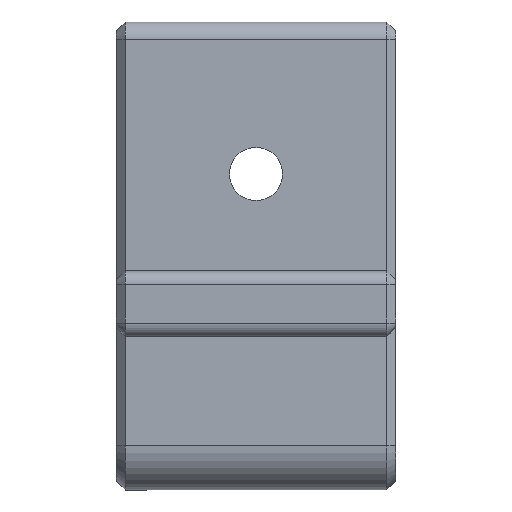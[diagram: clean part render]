
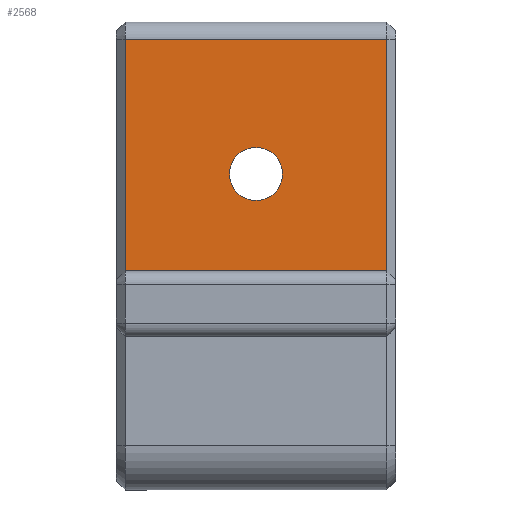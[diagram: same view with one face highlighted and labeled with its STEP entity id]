
A CAD part, left-side view. The second image highlights one B-rep face of the part: STEP entity #2568.
In plain terms, the highlighted planar face has unit normal (-1, 0, 0).
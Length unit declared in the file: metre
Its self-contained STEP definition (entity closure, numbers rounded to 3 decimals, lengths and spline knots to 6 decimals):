
#50=PLANE('',#2791);
#174=LINE('',#3846,#451);
#229=LINE('',#3985,#506);
#277=LINE('',#4105,#554);
#278=LINE('',#4106,#555);
#451=VECTOR('',#3047,1.);
#506=VECTOR('',#3168,1.);
#554=VECTOR('',#3298,1.);
#555=VECTOR('',#3299,1.);
#966=ORIENTED_EDGE('',*,*,#1565,.T.);
#967=ORIENTED_EDGE('',*,*,#1630,.T.);
#968=ORIENTED_EDGE('',*,*,#1499,.T.);
#969=ORIENTED_EDGE('',*,*,#1631,.T.);
#970=ORIENTED_EDGE('',*,*,#1468,.F.);
#971=ORIENTED_EDGE('',*,*,#1632,.F.);
#1468=EDGE_CURVE('',#1840,#1841,#2051,.T.);
#1499=EDGE_CURVE('',#1866,#1867,#174,.T.);
#1565=EDGE_CURVE('',#1917,#1916,#229,.T.);
#1630=EDGE_CURVE('',#1916,#1866,#277,.T.);
#1631=EDGE_CURVE('',#1867,#1917,#278,.T.);
#1632=EDGE_CURVE('',#1841,#1840,#2090,.T.);
#1840=VERTEX_POINT('',#3781);
#1841=VERTEX_POINT('',#3782);
#1866=VERTEX_POINT('',#3847);
#1867=VERTEX_POINT('',#3848);
#1916=VERTEX_POINT('',#3984);
#1917=VERTEX_POINT('',#3986);
#2051=CIRCLE('',#2698,0.0015);
#2090=CIRCLE('',#2792,0.0015);
#2204=EDGE_LOOP('',(#966,#967,#968,#969));
#2205=EDGE_LOOP('',(#970,#971));
#2375=FACE_BOUND('',#2204,.T.);
#2376=FACE_BOUND('',#2205,.T.);
#2568=ADVANCED_FACE('',(#2375,#2376),#50,.T.);
#2698=AXIS2_PLACEMENT_3D('',#3780,#2987,#2988);
#2791=AXIS2_PLACEMENT_3D('',#4104,#3296,#3297);
#2792=AXIS2_PLACEMENT_3D('',#4107,#3300,#3301);
#2987=DIRECTION('',(-1.,0.,0.));
#2988=DIRECTION('',(0.,1.,0.));
#3047=DIRECTION('',(0.,-1.,0.));
#3168=DIRECTION('',(0.,1.,0.));
#3296=DIRECTION('',(-1.,0.,0.));
#3297=DIRECTION('',(0.,1.,0.));
#3298=DIRECTION('',(0.,0.,-1.));
#3299=DIRECTION('',(0.,0.,1.));
#3300=DIRECTION('',(-1.,0.,0.));
#3301=DIRECTION('',(0.,1.,0.));
#3780=CARTESIAN_POINT('',(0.342266,0.283439,0.02757));
#3781=CARTESIAN_POINT('',(0.342266,0.281939,0.02757));
#3782=CARTESIAN_POINT('',(0.342266,0.284939,0.02757));
#3846=CARTESIAN_POINT('',(0.342266,0.289341,0.02208));
#3847=CARTESIAN_POINT('',(0.342266,0.290839,0.02208));
#3848=CARTESIAN_POINT('',(0.342266,0.276039,0.02208));
#3984=CARTESIAN_POINT('',(0.342266,0.290839,0.03517));
#3985=CARTESIAN_POINT('',(0.342266,0.289339,0.03517));
#3986=CARTESIAN_POINT('',(0.342266,0.276039,0.03517));
#4104=CARTESIAN_POINT('',(0.342266,0.283439,0.009683));
#4105=CARTESIAN_POINT('',(0.342266,0.290839,0.009683));
#4106=CARTESIAN_POINT('',(0.342266,0.276039,0.009683));
#4107=CARTESIAN_POINT('',(0.342266,0.283439,0.02757));
